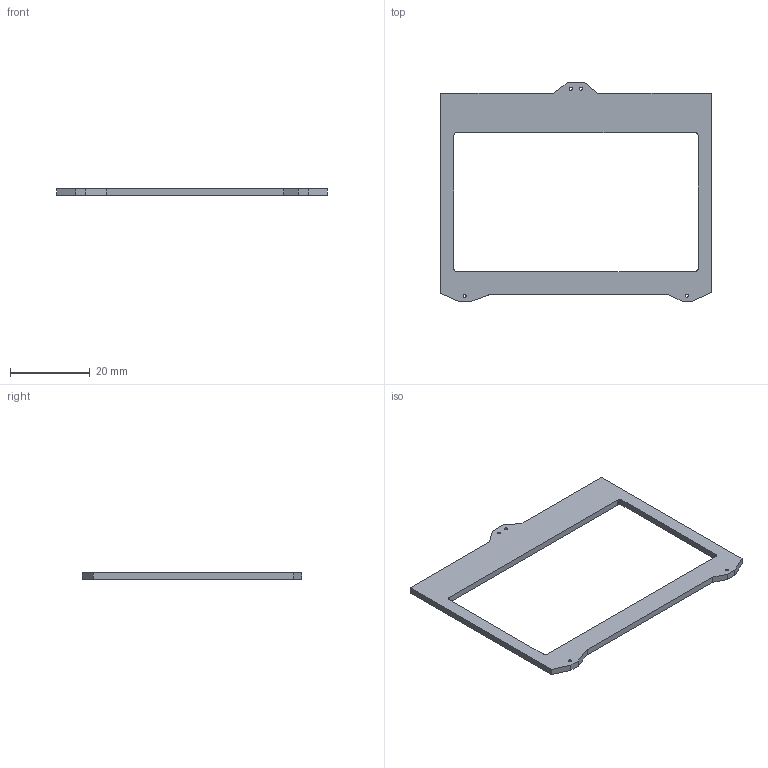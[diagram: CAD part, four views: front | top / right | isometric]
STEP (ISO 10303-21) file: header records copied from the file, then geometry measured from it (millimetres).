
FILE_DESCRIPTION(('KiCad electronic assembly'),'2;1');
FILE_NAME('LED_Ring.step','2025-03-15T21:16:43',('Pcbnew'),('Kicad'), 'Open CASCADE STEP processor 7.7','KiCad to STEP converter','Unknown' );
FILE_SCHEMA(('AUTOMOTIVE_DESIGN { 1 0 10303 214 1 1 1 1 }'));
Length unit declared in the file: millimetre
Products named in the file (2): LED_Ring 1; LED_Ring PCB
Assembly tree (1 placements, depth 2):
  LED_Ring 1
    LED_Ring PCB
Bounding box: 68.07 x 55.24 x 1.6 mm (x, y, z)
Volume: 2141.6 mm3; surface area: 3382.8 mm2
Topology: 1 solids, 1 shells, 52 faces, 150 edges, 100 vertices
Faces by surface type: plane 48, cylinder 4
Full cylindrical faces by diameter (mm): 0.762 x4
Entity records: 3725 total; most frequent: CARTESIAN_POINT 652, DIRECTION 558, LINE 434, VECTOR 434, ORIENTED_EDGE 300, PCURVE 300, DEFINITIONAL_REPRESENTATION 300, EDGE_CURVE 150
